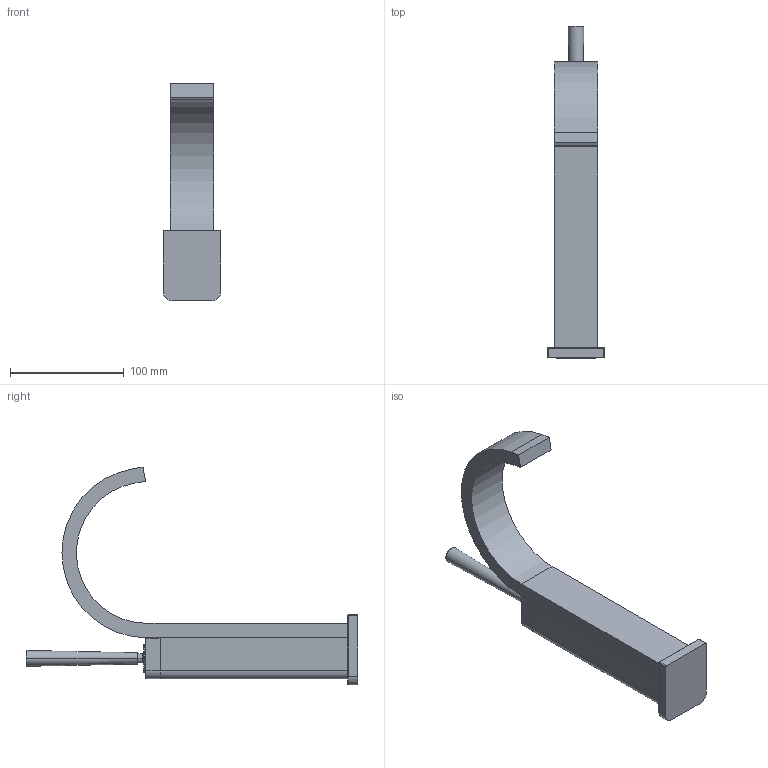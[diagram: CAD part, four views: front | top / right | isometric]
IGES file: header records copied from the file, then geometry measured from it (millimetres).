
Start section:  PTC IGES file: 2043_sw0001.igs
Global section: file name: 2043_sw0001.igs; native system: Creo Parametric by PTC Inc.; preprocessor: 2018400; author: rsmith; organization: Unknown; date: 20210216.103110; units: inch
Bounding box: 50.29 x 292.1 x 191.76 mm (x, y, z)
Surface area: 65215.7 mm2 (no closed solid volume)
Topology: 0 solids, 0 shells, 60 faces, 288 edges, 288 vertices
Faces by surface type: revolution 32, bspline 28
